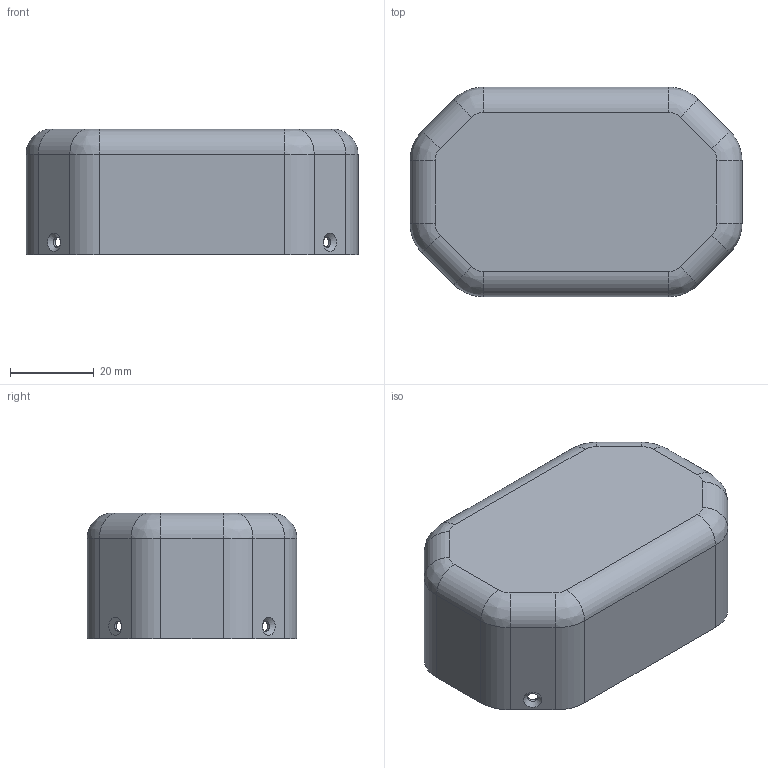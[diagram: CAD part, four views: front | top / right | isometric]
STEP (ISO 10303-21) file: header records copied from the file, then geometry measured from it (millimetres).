
FILE_DESCRIPTION(/* description */ (''),/* implementation_level */ '2;1');
FILE_NAME(/* name */ 'FrontMain.step',/* time_stamp */ '2020-04-29T18:12:05+09:00',/* author */ (''),/* organization */ (''),/* preprocessor_version */ 'ST-DEVELOPER v18.1',/* originating_system */ 'Autodesk Translation Framework v9.2.0.1227',/* authorisation */ '');
FILE_SCHEMA (('AUTOMOTIVE_DESIGN { 1 0 10303 214 3 1 1 }'));
Length unit declared in the file: millimetre
Products named in the file (1): FrontMain
Bounding box: 79.2 x 50 x 30 mm (x, y, z)
Volume: 14817.5 mm3; surface area: 18936.8 mm2
Topology: 1 solids, 1 shells, 75 faces, 180 edges, 108 vertices
Faces by surface type: cylinder 36, plane 19, bspline 16, cone 4
Full cylindrical faces by diameter (mm): 2.4 x4
Entity records: 2291 total; most frequent: CARTESIAN_POINT 492, DIRECTION 392, ORIENTED_EDGE 360, EDGE_CURVE 180, AXIS2_PLACEMENT_3D 152, VERTEX_POINT 108, CIRCLE 92, LINE 88
